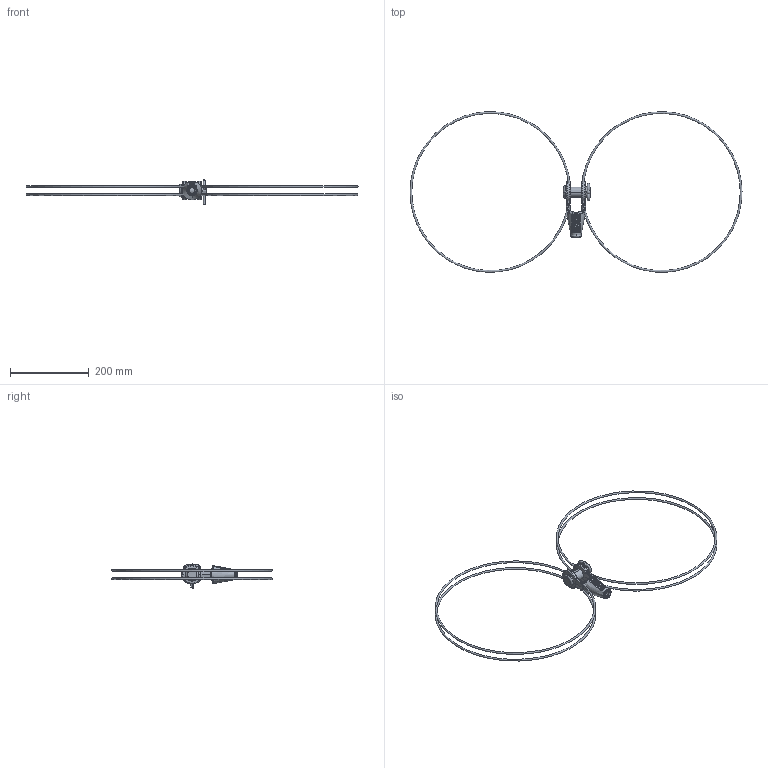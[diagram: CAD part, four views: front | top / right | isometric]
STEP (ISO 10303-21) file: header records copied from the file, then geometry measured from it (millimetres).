
FILE_DESCRIPTION((''),'2;1');
FILE_NAME('CROSBY_416_050_1039655-1039664','2011-08-31T',('Alan Doughty'),('The Crosby Group LLC'),'PRO/ENGINEER BY PARAMETRIC TECHNOLOGY CORPORATION, 2010230','PRO/ENGINEER BY PARAMETRIC TECHNOLOGY CORPORATION, 2010230','');
FILE_SCHEMA(('CONFIG_CONTROL_DESIGN'));
Products named in the file (1): CROSBY_416_050_1039655-1039664
Bounding box: 843.17 x 407.77 x 62.44 mm (x, y, z)
Surface area: 116200 mm2 (no closed solid volume)
Topology: 0 solids, 0 shells, 508 faces, 2698 edges, 2684 vertices
Faces by surface type: bspline 490, torus 16, sphere 2
Entity records: 47660 total; most frequent: CARTESIAN_POINT 28611, DEFINITIONAL_REPRESENTATION 2672, PCURVE 2672, COMPOSITE_CURVE_SEGMENT 2672, B_SPLINE_CURVE_WITH_KNOTS 2270, DIRECTION 2019, TRIMMED_CURVE 1738, VECTOR 1493
